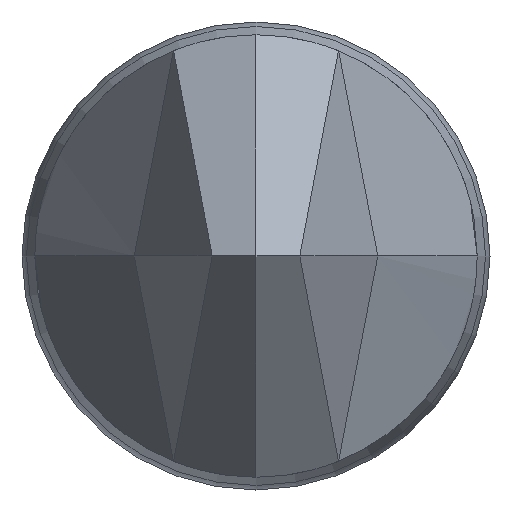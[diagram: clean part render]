
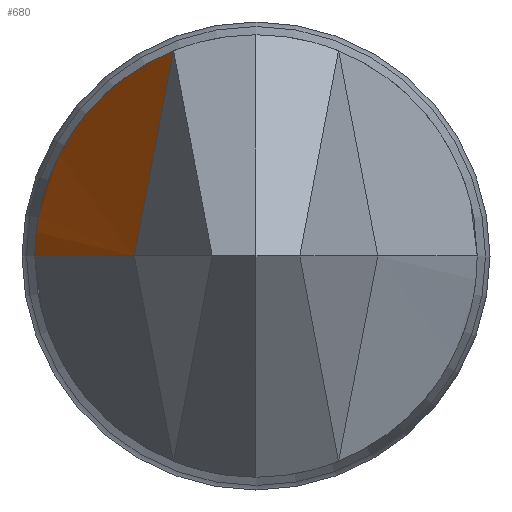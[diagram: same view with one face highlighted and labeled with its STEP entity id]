
A CAD part, left-side view. The second image highlights one B-rep face of the part: STEP entity #680.
In plain terms, the highlighted planar face has unit normal (-0.489, 0.847, 0.208).
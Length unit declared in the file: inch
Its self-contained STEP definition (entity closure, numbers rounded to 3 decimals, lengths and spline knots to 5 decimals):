
#53 = VERTEX_POINT ( 'NONE', #165 ) ;
#130 = EDGE_CURVE ( 'NONE', #1050, #136, #543, .T. ) ;
#136 = VERTEX_POINT ( 'NONE', #339 ) ;
#139 =( BOUNDED_CURVE ( )  B_SPLINE_CURVE ( 3, ( #561, #223, #216, #221 ),
 .UNSPECIFIED., .F., .T. ) 
 B_SPLINE_CURVE_WITH_KNOTS ( ( 4, 4 ),
 ( 3.14513, 4.08941 ),
 .UNSPECIFIED. ) 
 CURVE ( )  GEOMETRIC_REPRESENTATION_ITEM ( )  RATIONAL_B_SPLINE_CURVE ( ( 1., 0.927, 0.927, 1. ) ) 
 REPRESENTATION_ITEM ( '' )  );
#165 = CARTESIAN_POINT ( 'NONE',  ( -0.41622, 0.01844, 0.00459 ) ) ;
#216 = CARTESIAN_POINT ( 'NONE',  ( -0.42134, 0.01285, 0.01531 ) ) ;
#221 = CARTESIAN_POINT ( 'NONE',  ( -0.43034, 0.00709, 0.01763 ) ) ;
#223 = CARTESIAN_POINT ( 'NONE',  ( -0.41626, 0.01693, 0.01062 ) ) ;
#242 = CARTESIAN_POINT ( 'NONE',  ( -0.4172, 0.019, 0. ) ) ;
#248 = DIRECTION ( 'NONE',  ( -0.092, 0.187, -0.978 ) ) ;
#252 = LINE ( 'NONE', #344, #904 ) ;
#291 = CARTESIAN_POINT ( 'NONE',  ( -0.4172, 0.019, 0. ) ) ;
#339 = CARTESIAN_POINT ( 'NONE',  ( -0.432, 0.01046, 0. ) ) ;
#344 = CARTESIAN_POINT ( 'NONE',  ( -0.432, 0.01046, 0. ) ) ;
#364 = AXIS2_PLACEMENT_3D ( 'NONE', #473, #557, #395 ) ;
#371 = CARTESIAN_POINT ( 'NONE',  ( -0.41688, 0.019, 0.00155 ) ) ;
#395 = DIRECTION ( 'NONE',  ( 0.866, 0.5, 0. ) ) ;
#473 = CARTESIAN_POINT ( 'NONE',  ( -0.432, 0.01046, 0. ) ) ;
#494 = ORIENTED_EDGE ( 'NONE', *, *, #130, .F. ) ;
#543 = LINE ( 'NONE', #922, #733 ) ;
#552 = EDGE_CURVE ( 'NONE', #780, #53, #914, .T. ) ;
#556 = ORIENTED_EDGE ( 'NONE', *, *, #552, .F. ) ;
#557 = DIRECTION ( 'NONE',  ( 0.489, -0.847, -0.208 ) ) ;
#561 = CARTESIAN_POINT ( 'NONE',  ( -0.41622, 0.01844, 0.00459 ) ) ;
#615 = CARTESIAN_POINT ( 'NONE',  ( -0.43034, 0.00709, 0.01763 ) ) ;
#640 = EDGE_CURVE ( 'NONE', #53, #1050, #139, .T. ) ;
#680 = ADVANCED_FACE ( 'NONE', ( #936 ), #1074, .F. ) ;
#733 = VECTOR ( 'NONE', #248, 39.37008 ) ;
#780 = VERTEX_POINT ( 'NONE', #242 ) ;
#860 = ORIENTED_EDGE ( 'NONE', *, *, #640, .F. ) ;
#897 = EDGE_CURVE ( 'NONE', #136, #780, #252, .T. ) ;
#904 = VECTOR ( 'NONE', #1015, 39.37008 ) ;
#914 = B_SPLINE_CURVE_WITH_KNOTS ( 'NONE', 3,
 ( #291, #371, #1047, #1051 ),
 .UNSPECIFIED., .F., .F.,
 ( 4, 4 ),
 ( 0., 1. ),
 .UNSPECIFIED. ) ;
#922 = CARTESIAN_POINT ( 'NONE',  ( -0.432, 0.01046, 0. ) ) ;
#930 = ORIENTED_EDGE ( 'NONE', *, *, #897, .F. ) ;
#936 = FACE_OUTER_BOUND ( 'NONE', #1039, .T. ) ;
#1015 = DIRECTION ( 'NONE',  ( 0.866, 0.5, 0. ) ) ;
#1039 = EDGE_LOOP ( 'NONE', ( #556, #930, #494, #860 ) ) ;
#1047 = CARTESIAN_POINT ( 'NONE',  ( -0.41655, 0.01881, 0.00309 ) ) ;
#1050 = VERTEX_POINT ( 'NONE', #615 ) ;
#1051 = CARTESIAN_POINT ( 'NONE',  ( -0.41622, 0.01844, 0.00459 ) ) ;
#1074 = PLANE ( 'NONE',  #364 ) ;
